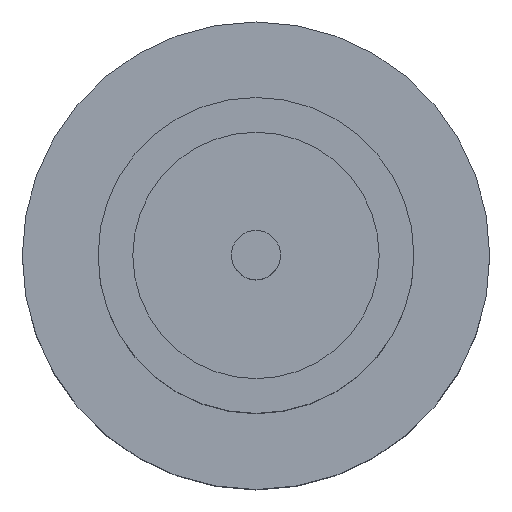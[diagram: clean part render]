
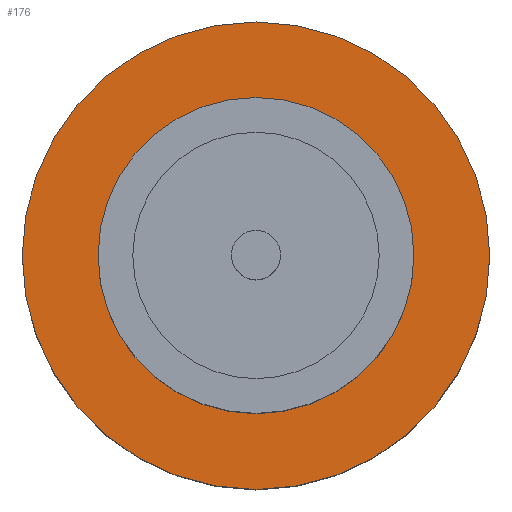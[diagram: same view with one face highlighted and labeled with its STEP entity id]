
A CAD part, top view. The second image highlights one B-rep face of the part: STEP entity #176.
In plain terms, the highlighted planar face has unit normal (0, 0, 1).
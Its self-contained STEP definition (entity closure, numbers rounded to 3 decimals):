
#8 = PLANE ( 'NONE',  #87 ) ;
#25 = EDGE_LOOP ( 'NONE', ( #456, #620 ) ) ;
#58 = AXIS2_PLACEMENT_3D ( 'NONE', #225, #737, #454 ) ;
#59 = CARTESIAN_POINT ( 'NONE',  ( -1.85, 0., 1.55 ) ) ;
#72 = VERTEX_POINT ( 'NONE', #59 ) ;
#87 = AXIS2_PLACEMENT_3D ( 'NONE', #728, #391, #642 ) ;
#92 = CIRCLE ( 'NONE', #217, 1.25 ) ;
#123 = DIRECTION ( 'NONE',  ( 0., 0., 1. ) ) ;
#129 = FACE_BOUND ( 'NONE', #25, .T. ) ;
#134 = CARTESIAN_POINT ( 'NONE',  ( 1.85, 0., 1.55 ) ) ;
#143 = CARTESIAN_POINT ( 'NONE',  ( 0., 0., 1.55 ) ) ;
#145 = FACE_OUTER_BOUND ( 'NONE', #532, .T. ) ;
#168 = VERTEX_POINT ( 'NONE', #535 ) ;
#176 = ADVANCED_FACE ( 'NONE', ( #129, #145 ), #8, .T. ) ;
#212 = EDGE_CURVE ( 'NONE', #383, #168, #92, .T. ) ;
#217 = AXIS2_PLACEMENT_3D ( 'NONE', #553, #726, #504 ) ;
#225 = CARTESIAN_POINT ( 'NONE',  ( 0., 0., 1.55 ) ) ;
#250 = AXIS2_PLACEMENT_3D ( 'NONE', #143, #540, #487 ) ;
#295 = CARTESIAN_POINT ( 'NONE',  ( 0., 0., 1.55 ) ) ;
#343 = CIRCLE ( 'NONE', #58, 1.85 ) ;
#355 = CARTESIAN_POINT ( 'NONE',  ( 1.25, 0., 1.55 ) ) ;
#357 = DIRECTION ( 'NONE',  ( 1., 0., 0. ) ) ;
#383 = VERTEX_POINT ( 'NONE', #355 ) ;
#391 = DIRECTION ( 'NONE',  ( 0., 0., 1. ) ) ;
#454 = DIRECTION ( 'NONE',  ( 1., 0., 0. ) ) ;
#456 = ORIENTED_EDGE ( 'NONE', *, *, #212, .F. ) ;
#470 = CIRCLE ( 'NONE', #250, 1.25 ) ;
#474 = ORIENTED_EDGE ( 'NONE', *, *, #496, .T. ) ;
#480 = EDGE_CURVE ( 'NONE', #168, #383, #470, .T. ) ;
#487 = DIRECTION ( 'NONE',  ( 1., 0., 0. ) ) ;
#496 = EDGE_CURVE ( 'NONE', #598, #72, #640, .T. ) ;
#504 = DIRECTION ( 'NONE',  ( 1., 0., 0. ) ) ;
#532 = EDGE_LOOP ( 'NONE', ( #638, #474 ) ) ;
#535 = CARTESIAN_POINT ( 'NONE',  ( -1.25, 0., 1.55 ) ) ;
#540 = DIRECTION ( 'NONE',  ( 0., 0., 1. ) ) ;
#553 = CARTESIAN_POINT ( 'NONE',  ( 0., 0., 1.55 ) ) ;
#566 = AXIS2_PLACEMENT_3D ( 'NONE', #295, #123, #357 ) ;
#598 = VERTEX_POINT ( 'NONE', #134 ) ;
#620 = ORIENTED_EDGE ( 'NONE', *, *, #480, .F. ) ;
#638 = ORIENTED_EDGE ( 'NONE', *, *, #662, .T. ) ;
#640 = CIRCLE ( 'NONE', #566, 1.85 ) ;
#642 = DIRECTION ( 'NONE',  ( 1., 0., 0. ) ) ;
#662 = EDGE_CURVE ( 'NONE', #72, #598, #343, .T. ) ;
#726 = DIRECTION ( 'NONE',  ( 0., 0., 1. ) ) ;
#728 = CARTESIAN_POINT ( 'NONE',  ( 0., 0., 1.55 ) ) ;
#737 = DIRECTION ( 'NONE',  ( 0., 0., 1. ) ) ;
